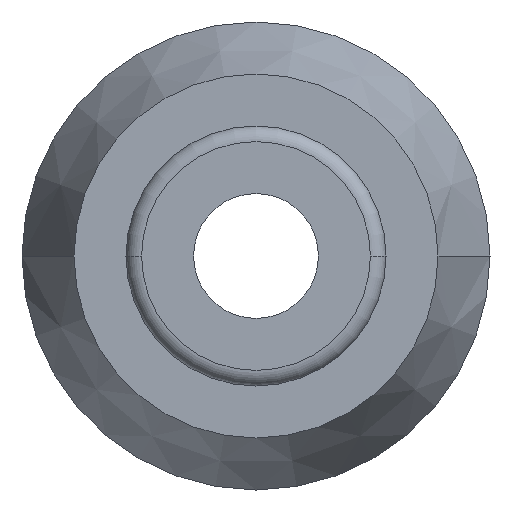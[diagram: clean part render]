
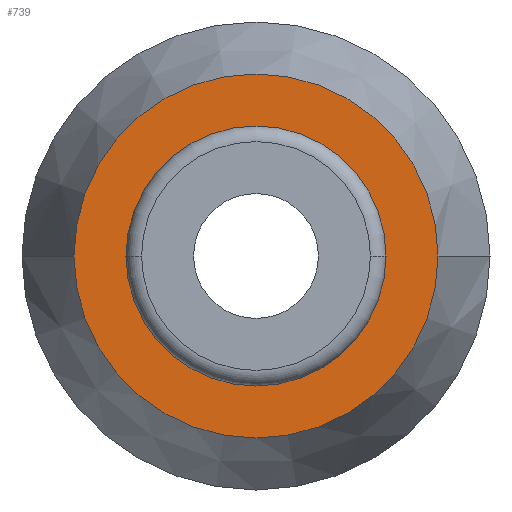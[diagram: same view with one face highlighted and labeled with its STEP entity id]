
A CAD part, left-side view. The second image highlights one B-rep face of the part: STEP entity #739.
In plain terms, the highlighted planar face has unit normal (-1, 0, 0).
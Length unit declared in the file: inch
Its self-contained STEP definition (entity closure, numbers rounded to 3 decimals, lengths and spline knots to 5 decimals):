
#250=CARTESIAN_POINT('',(0.,0.,0.));
#251=DIRECTION('',(1.,0.,0.));
#252=DIRECTION('',(0.,1.,0.));
#253=AXIS2_PLACEMENT_3D('',#250,#251,#252);
#255=CARTESIAN_POINT('',(0.,0.,0.));
#256=DIRECTION('',(-1.,0.,0.));
#257=DIRECTION('',(0.,1.,0.));
#258=AXIS2_PLACEMENT_3D('',#255,#256,#257);
#272=CARTESIAN_POINT('',(0.,0.,0.));
#273=DIRECTION('',(-1.,0.,0.));
#274=DIRECTION('',(0.,1.,0.));
#275=AXIS2_PLACEMENT_3D('',#272,#273,#274);
#299=CARTESIAN_POINT('',(0.,0.,0.));
#300=DIRECTION('',(1.,0.,0.));
#301=DIRECTION('',(0.,1.,0.));
#302=AXIS2_PLACEMENT_3D('',#299,#300,#301);
#438=CARTESIAN_POINT('',(0.,0.175,0.));
#439=VERTEX_POINT('',#438);
#452=CARTESIAN_POINT('',(0.,-0.175,0.));
#453=VERTEX_POINT('',#452);
#454=CARTESIAN_POINT('',(0.,0.125,0.));
#455=CARTESIAN_POINT('',(0.,-0.125,0.));
#456=VERTEX_POINT('',#454);
#457=VERTEX_POINT('',#455);
#724=CARTESIAN_POINT('',(0.,0.,0.));
#725=DIRECTION('',(1.,0.,0.));
#726=DIRECTION('',(0.,-1.,0.));
#727=AXIS2_PLACEMENT_3D('',#724,#725,#726);
#728=PLANE('',#727);
#729=ORIENTED_EDGE('',*,*,#719,.T.);
#730=ORIENTED_EDGE('',*,*,#703,.F.);
#731=EDGE_LOOP('',(#729,#730));
#732=FACE_OUTER_BOUND('',#731,.F.);
#734=ORIENTED_EDGE('',*,*,#733,.T.);
#736=ORIENTED_EDGE('',*,*,#735,.F.);
#737=EDGE_LOOP('',(#734,#736));
#738=FACE_BOUND('',#737,.F.);
#739=ADVANCED_FACE('',(#732,#738),#728,.F.);
#254=CIRCLE('',#253,0.175);
#259=CIRCLE('',#258,0.175);
#276=CIRCLE('',#275,0.125);
#303=CIRCLE('',#302,0.125);
#703=EDGE_CURVE('',#439,#453,#259,.T.);
#719=EDGE_CURVE('',#439,#453,#254,.T.);
#733=EDGE_CURVE('',#456,#457,#276,.T.);
#735=EDGE_CURVE('',#456,#457,#303,.T.);
